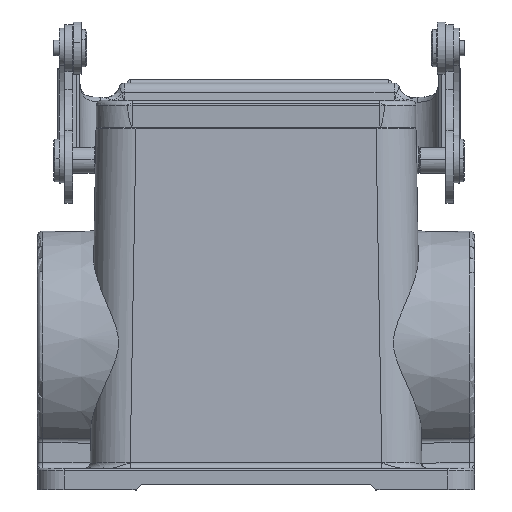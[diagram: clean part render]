
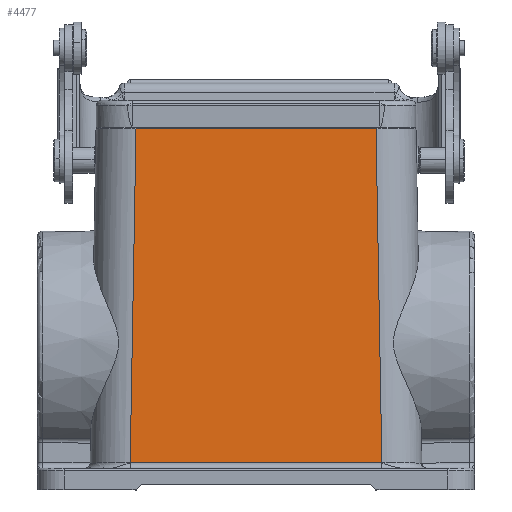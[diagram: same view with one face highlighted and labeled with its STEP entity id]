
A CAD part, top view. The second image highlights one B-rep face of the part: STEP entity #4477.
In plain terms, the highlighted free-form (B-spline) face has degree [3, 3] with [4, 4] control points.
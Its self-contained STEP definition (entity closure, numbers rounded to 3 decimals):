
#33=B_SPLINE_SURFACE_WITH_KNOTS('',3,3,((#34173,#34174,#34175,#34176),(#34177,
#34178,#34179,#34180),(#34181,#34182,#34183,#34184),(#34185,#34186,#34187,
#34188)),.UNSPECIFIED.,.F.,.F.,.F.,(4,4),(4,4),(0.,1.),(0.,1.),
 .UNSPECIFIED.);
#2246=LINE('',#34165,#3409);
#2247=LINE('',#34168,#3410);
#2248=LINE('',#34170,#3411);
#2249=LINE('',#34172,#3412);
#3409=VECTOR('',#23697,1.);
#3410=VECTOR('',#23698,1.);
#3411=VECTOR('',#23699,1.);
#3412=VECTOR('',#23700,1.);
#4477=ADVANCED_FACE('',(#5573),#33,.T.);
#5573=FACE_OUTER_BOUND('',#6706,.T.);
#6706=EDGE_LOOP('',(#11943,#11944,#11945,#11946));
#11943=ORIENTED_EDGE('',*,*,#17117,.T.);
#11944=ORIENTED_EDGE('',*,*,#17118,.T.);
#11945=ORIENTED_EDGE('',*,*,#17119,.T.);
#11946=ORIENTED_EDGE('',*,*,#17120,.T.);
#14514=VERTEX_POINT('',#34166);
#14515=VERTEX_POINT('',#34167);
#14516=VERTEX_POINT('',#34169);
#14517=VERTEX_POINT('',#34171);
#17117=EDGE_CURVE('',#14514,#14515,#2246,.T.);
#17118=EDGE_CURVE('',#14515,#14516,#2247,.T.);
#17119=EDGE_CURVE('',#14516,#14517,#2248,.T.);
#17120=EDGE_CURVE('',#14517,#14514,#2249,.T.);
#23697=DIRECTION('',(-1.,0.,0.));
#23698=DIRECTION('',(0.017,1.,-0.017));
#23699=DIRECTION('',(1.,0.,0.));
#23700=DIRECTION('',(0.017,-1.,0.017));
#34165=CARTESIAN_POINT('',(-23.601,4.983,22.6));
#34166=CARTESIAN_POINT('',(23.606,4.978,22.6));
#34167=CARTESIAN_POINT('',(-23.602,4.979,22.6));
#34168=CARTESIAN_POINT('',(-22.506,67.707,21.505));
#34169=CARTESIAN_POINT('',(-22.506,67.707,21.505));
#34170=CARTESIAN_POINT('',(22.506,67.707,21.505));
#34171=CARTESIAN_POINT('',(22.506,67.707,21.505));
#34172=CARTESIAN_POINT('',(23.601,4.983,22.6));
#34173=CARTESIAN_POINT('',(-58.308,26.089,22.232));
#34174=CARTESIAN_POINT('',(-36.436,9.725,22.517));
#34175=CARTESIAN_POINT('',(-14.564,-6.64,22.803));
#34176=CARTESIAN_POINT('',(7.307,-23.005,23.088));
#34177=CARTESIAN_POINT('',(-41.205,48.941,21.833));
#34178=CARTESIAN_POINT('',(-19.333,32.576,22.118));
#34179=CARTESIAN_POINT('',(2.539,16.212,22.404));
#34180=CARTESIAN_POINT('',(24.41,-0.153,22.69));
#34181=CARTESIAN_POINT('',(-24.101,71.792,21.434));
#34182=CARTESIAN_POINT('',(-2.23,55.428,21.719));
#34183=CARTESIAN_POINT('',(19.642,39.063,22.005));
#34184=CARTESIAN_POINT('',(41.513,22.699,22.291));
#34185=CARTESIAN_POINT('',(-6.998,94.644,21.035));
#34186=CARTESIAN_POINT('',(14.873,78.279,21.321));
#34187=CARTESIAN_POINT('',(36.745,61.915,21.606));
#34188=CARTESIAN_POINT('',(58.616,45.55,21.892));
